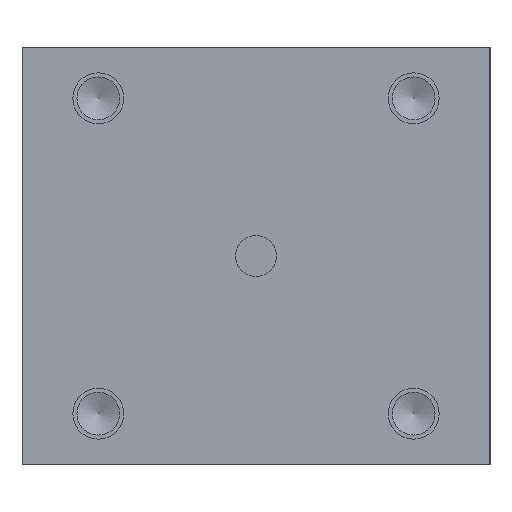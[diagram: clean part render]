
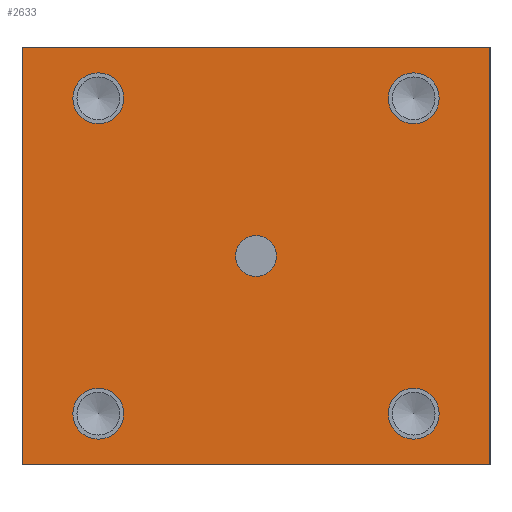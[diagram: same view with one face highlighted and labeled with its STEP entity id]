
A CAD part, left-side view. The second image highlights one B-rep face of the part: STEP entity #2633.
In plain terms, the highlighted planar face has unit normal (-1, 0, 0).
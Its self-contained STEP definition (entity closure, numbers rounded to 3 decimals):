
#262=FACE_BOUND('',#675,.T.);
#263=FACE_BOUND('',#676,.T.);
#264=FACE_BOUND('',#677,.T.);
#265=FACE_BOUND('',#678,.T.);
#266=FACE_BOUND('',#679,.T.);
#287=CIRCLE('',#2722,2.5);
#291=CIRCLE('',#2729,2.5);
#294=CIRCLE('',#2734,2.);
#299=CIRCLE('',#2744,2.5);
#303=CIRCLE('',#2751,2.5);
#462=FACE_OUTER_BOUND('',#674,.T.);
#674=EDGE_LOOP('',(#2339,#2340,#2341,#2342));
#675=EDGE_LOOP('',(#2343));
#676=EDGE_LOOP('',(#2344));
#677=EDGE_LOOP('',(#2345));
#678=EDGE_LOOP('',(#2346));
#679=EDGE_LOOP('',(#2347));
#690=LINE('',#3300,#881);
#876=LINE('',#4594,#1067);
#878=LINE('',#4722,#1069);
#879=LINE('',#4724,#1070);
#881=VECTOR('',#2802,46.);
#1067=VECTOR('',#3102,46.);
#1069=VECTOR('',#3272,41.);
#1070=VECTOR('',#3275,41.);
#1072=VERTEX_POINT('',#3297);
#1073=VERTEX_POINT('',#3299);
#1275=VERTEX_POINT('',#4591);
#1276=VERTEX_POINT('',#4593);
#1289=VERTEX_POINT('',#4627);
#1293=VERTEX_POINT('',#4638);
#1296=VERTEX_POINT('',#4646);
#1301=VERTEX_POINT('',#4661);
#1305=VERTEX_POINT('',#4672);
#1320=EDGE_CURVE('',#1072,#1073,#690,.T.);
#1620=EDGE_CURVE('',#1275,#1276,#876,.T.);
#1634=EDGE_CURVE('',#1289,#1289,#287,.T.);
#1638=EDGE_CURVE('',#1293,#1293,#291,.T.);
#1641=EDGE_CURVE('',#1296,#1296,#294,.T.);
#1646=EDGE_CURVE('',#1301,#1301,#299,.T.);
#1650=EDGE_CURVE('',#1305,#1305,#303,.T.);
#1664=EDGE_CURVE('',#1276,#1072,#878,.T.);
#1665=EDGE_CURVE('',#1275,#1073,#879,.T.);
#2339=ORIENTED_EDGE('',*,*,#1665,.T.);
#2340=ORIENTED_EDGE('',*,*,#1320,.F.);
#2341=ORIENTED_EDGE('',*,*,#1664,.F.);
#2342=ORIENTED_EDGE('',*,*,#1620,.F.);
#2343=ORIENTED_EDGE('',*,*,#1650,.T.);
#2344=ORIENTED_EDGE('',*,*,#1646,.T.);
#2345=ORIENTED_EDGE('',*,*,#1641,.T.);
#2346=ORIENTED_EDGE('',*,*,#1638,.T.);
#2347=ORIENTED_EDGE('',*,*,#1634,.T.);
#2423=PLANE('',#2787);
#2633=ADVANCED_FACE('',(#462,#262,#263,#264,#265,#266),#2423,.F.);
#2722=AXIS2_PLACEMENT_3D('',#4628,#3142,#3143);
#2729=AXIS2_PLACEMENT_3D('',#4639,#3156,#3157);
#2734=AXIS2_PLACEMENT_3D('',#4647,#3166,#3167);
#2744=AXIS2_PLACEMENT_3D('',#4662,#3186,#3187);
#2751=AXIS2_PLACEMENT_3D('',#4673,#3200,#3201);
#2787=AXIS2_PLACEMENT_3D('',#4723,#3273,#3274);
#2802=DIRECTION('',(0.,1.,0.));
#3102=DIRECTION('',(0.,-1.,0.));
#3142=DIRECTION('center_axis',(1.,0.,0.));
#3143=DIRECTION('ref_axis',(0.,1.,0.));
#3156=DIRECTION('center_axis',(1.,0.,0.));
#3157=DIRECTION('ref_axis',(0.,1.,0.));
#3166=DIRECTION('center_axis',(1.,0.,0.));
#3167=DIRECTION('ref_axis',(0.,1.,0.));
#3186=DIRECTION('center_axis',(1.,0.,0.));
#3187=DIRECTION('ref_axis',(0.,1.,0.));
#3200=DIRECTION('center_axis',(1.,0.,0.));
#3201=DIRECTION('ref_axis',(0.,1.,0.));
#3272=DIRECTION('',(0.,0.,-1.));
#3273=DIRECTION('center_axis',(1.,0.,0.));
#3274=DIRECTION('ref_axis',(0.,0.,-1.));
#3275=DIRECTION('',(0.,0.,-1.));
#3297=CARTESIAN_POINT('',(258.,0.,45.));
#3299=CARTESIAN_POINT('',(258.,46.,45.));
#3300=CARTESIAN_POINT('',(258.,23.,45.));
#4591=CARTESIAN_POINT('',(258.,46.,86.));
#4593=CARTESIAN_POINT('',(258.,0.,86.));
#4594=CARTESIAN_POINT('',(258.,23.,86.));
#4627=CARTESIAN_POINT('',(258.,5.,81.));
#4628=CARTESIAN_POINT('Origin',(258.,7.5,81.));
#4638=CARTESIAN_POINT('',(258.,5.,50.));
#4639=CARTESIAN_POINT('Origin',(258.,7.5,50.));
#4646=CARTESIAN_POINT('',(258.,21.,65.5));
#4647=CARTESIAN_POINT('Origin',(258.,23.,65.5));
#4661=CARTESIAN_POINT('',(258.,36.,50.));
#4662=CARTESIAN_POINT('Origin',(258.,38.5,50.));
#4672=CARTESIAN_POINT('',(258.,36.,81.));
#4673=CARTESIAN_POINT('Origin',(258.,38.5,81.));
#4722=CARTESIAN_POINT('',(258.,0.,65.5));
#4723=CARTESIAN_POINT('Origin',(258.,23.,65.5));
#4724=CARTESIAN_POINT('',(258.,46.,65.5));
